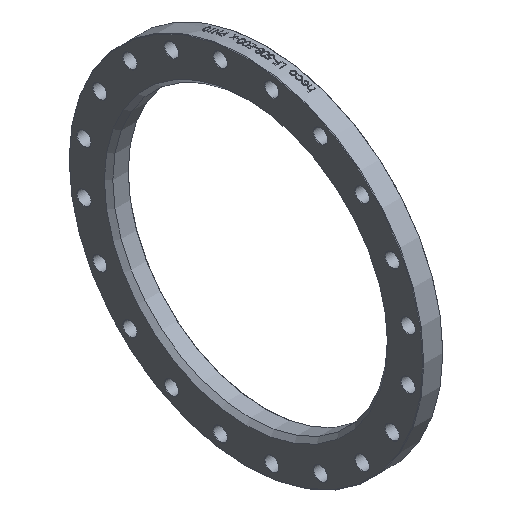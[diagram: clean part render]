
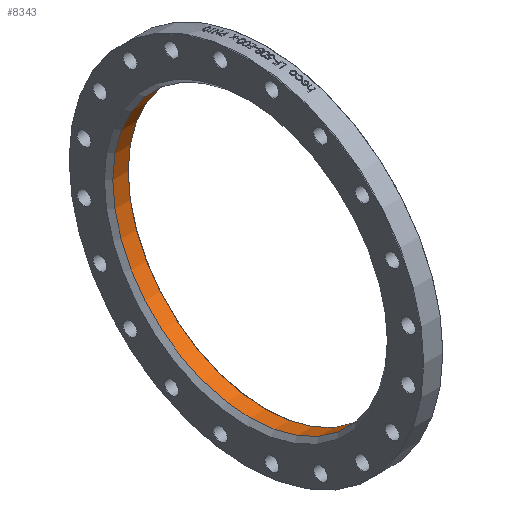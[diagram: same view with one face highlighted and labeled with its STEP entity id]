
A CAD part, isometric view. The second image highlights one B-rep face of the part: STEP entity #8343.
In plain terms, the highlighted cylindrical face has radius 259.5 mm (diameter 519 mm), a full revolution.
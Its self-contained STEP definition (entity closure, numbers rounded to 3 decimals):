
#4 = CARTESIAN_POINT ( 'NONE',  ( 8., 0., -259.5 ) ) ;
#44 = CIRCLE ( 'NONE', #7906, 259.5 ) ;
#437 = EDGE_CURVE ( 'NONE', #7326, #7326, #1112, .T. ) ;
#448 = EDGE_CURVE ( 'NONE', #812, #812, #44, .T. ) ;
#812 = VERTEX_POINT ( 'NONE', #4 ) ;
#958 = AXIS2_PLACEMENT_3D ( 'NONE', #6714, #1507, #8269 ) ;
#1112 = CIRCLE ( 'NONE', #2505, 259.5 ) ;
#1507 = DIRECTION ( 'NONE',  ( -1., 0., 0. ) ) ;
#2157 = CARTESIAN_POINT ( 'NONE',  ( 37., 0., 0. ) ) ;
#2205 = EDGE_LOOP ( 'NONE', ( #3209 ) ) ;
#2379 = FACE_OUTER_BOUND ( 'NONE', #2205, .T. ) ;
#2503 = ORIENTED_EDGE ( 'NONE', *, *, #448, .T. ) ;
#2505 = AXIS2_PLACEMENT_3D ( 'NONE', #2157, #3791, #4373 ) ;
#3209 = ORIENTED_EDGE ( 'NONE', *, *, #437, .T. ) ;
#3754 = CARTESIAN_POINT ( 'NONE',  ( 37., 0., 259.5 ) ) ;
#3791 = DIRECTION ( 'NONE',  ( 1., 0., 0. ) ) ;
#4373 = DIRECTION ( 'NONE',  ( 0., 0., 1. ) ) ;
#4513 = CARTESIAN_POINT ( 'NONE',  ( 8., 0., 0. ) ) ;
#5309 = CYLINDRICAL_SURFACE ( 'NONE', #958, 259.5 ) ;
#6714 = CARTESIAN_POINT ( 'NONE',  ( 0., 0., 0. ) ) ;
#7326 = VERTEX_POINT ( 'NONE', #3754 ) ;
#7362 = DIRECTION ( 'NONE',  ( -1., 0., 0. ) ) ;
#7463 = DIRECTION ( 'NONE',  ( 0., 0., -1. ) ) ;
#7906 = AXIS2_PLACEMENT_3D ( 'NONE', #4513, #7362, #7463 ) ;
#8083 = EDGE_LOOP ( 'NONE', ( #2503 ) ) ;
#8123 = FACE_OUTER_BOUND ( 'NONE', #8083, .T. ) ;
#8269 = DIRECTION ( 'NONE',  ( 0., 0., 1. ) ) ;
#8343 = ADVANCED_FACE ( 'NONE', ( #8123, #2379 ), #5309, .F. ) ;
